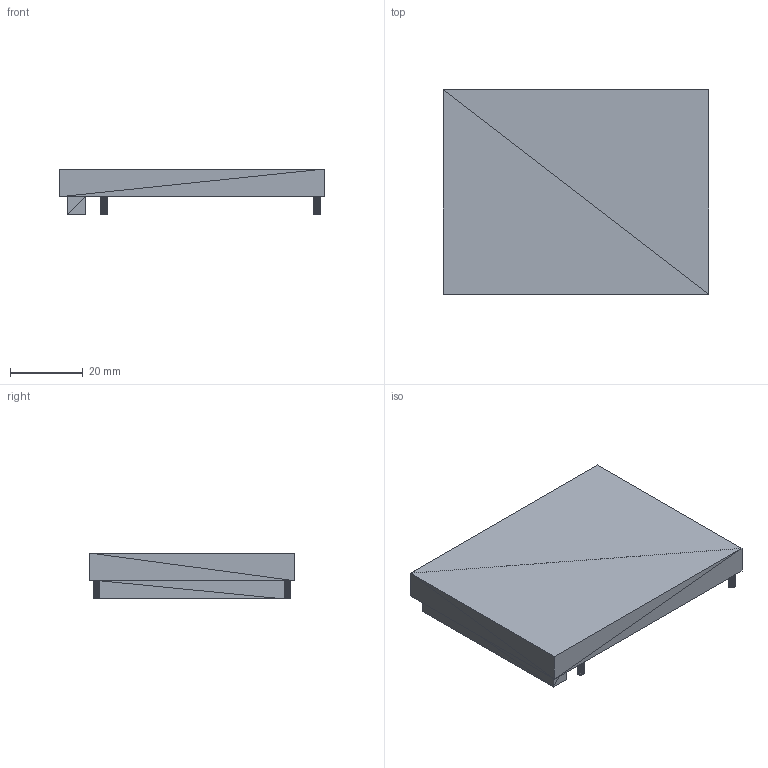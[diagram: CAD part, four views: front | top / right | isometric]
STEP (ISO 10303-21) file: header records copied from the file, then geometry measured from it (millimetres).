
FILE_DESCRIPTION(('FreeCAD Model'),'2;1');
FILE_NAME('lcd.step','2020-06-01T07:24:56',('Author'),(''), 'Open CASCADE STEP processor 7.3','FreeCAD','Unknown');
FILE_SCHEMA(('AUTOMOTIVE_DESIGN { 1 0 10303 214 1 1 1 1 }'));
Length unit declared in the file: millimetre
Products named in the file (1): lcd001
Bounding box: 72.7 x 56 x 12.6 mm (x, y, z)
Surface area: 10782.9 mm2 (no closed solid volume)
Topology: 0 solids, 1 shells, 604 faces, 906 edges, 304 vertices
Faces by surface type: plane 604
Entity records: 22683 total; most frequent: CARTESIAN_POINT 4533, DIRECTION 3022, ORIENTED_EDGE 1812, LINE 1812, VECTOR 1812, PCURVE 1812, DEFINITIONAL_REPRESENTATION 1812, EDGE_CURVE 906
